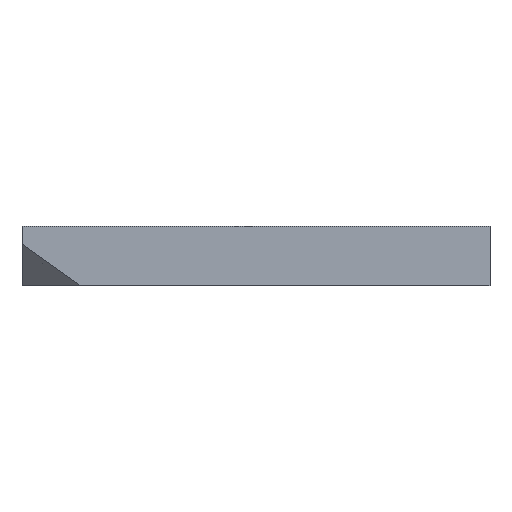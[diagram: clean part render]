
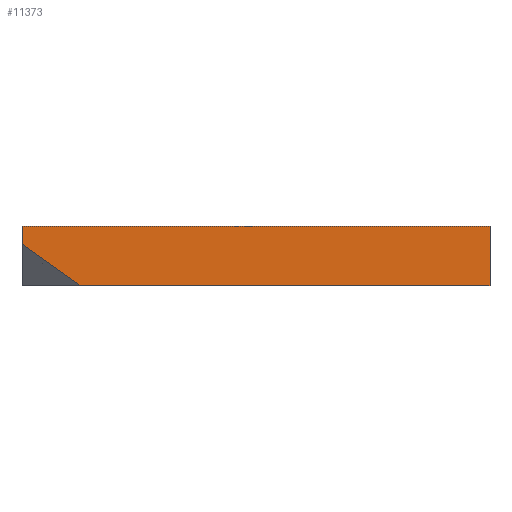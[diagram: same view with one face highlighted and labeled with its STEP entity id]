
A CAD part, left-side view. The second image highlights one B-rep face of the part: STEP entity #11373.
In plain terms, the highlighted planar face has unit normal (-1, 0, 0).
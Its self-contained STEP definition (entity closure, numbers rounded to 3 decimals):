
#71 = PLANE('',#72);
#72 = AXIS2_PLACEMENT_3D('',#73,#74,#75);
#73 = CARTESIAN_POINT('',(-1.039,-1.381,0.));
#74 = DIRECTION('',(-0.,-0.,-1.));
#75 = DIRECTION('',(-1.,0.,0.));
#8033 = PLANE('',#8034);
#8034 = AXIS2_PLACEMENT_3D('',#8035,#8036,#8037);
#8035 = CARTESIAN_POINT('',(-4.03,-62.746,
    4.364));
#8036 = DIRECTION('',(0.,-1.,0.));
#8037 = DIRECTION('',(0.,0.,-1.));
#8136 = EDGE_CURVE('',#8137,#8139,#8141,.T.);
#8137 = VERTEX_POINT('',#8138);
#8138 = CARTESIAN_POINT('',(-55.99,-62.746,0.));
#8139 = VERTEX_POINT('',#8140);
#8140 = CARTESIAN_POINT('',(-55.99,-62.746,
    16.001));
#8141 = SURFACE_CURVE('',#8142,(#8146,#8153),.PCURVE_S1.);
#8142 = LINE('',#8143,#8144);
#8143 = CARTESIAN_POINT('',(-55.99,-62.746,0.));
#8144 = VECTOR('',#8145,1.);
#8145 = DIRECTION('',(0.,0.,1.));
#8146 = PCURVE('',#8033,#8147);
#8147 = DEFINITIONAL_REPRESENTATION('',(#8148),#8152);
#8148 = LINE('',#8149,#8150);
#8149 = CARTESIAN_POINT('',(4.364,-51.96));
#8150 = VECTOR('',#8151,1.);
#8151 = DIRECTION('',(-1.,0.));
#8152 = ( GEOMETRIC_REPRESENTATION_CONTEXT(2) 
PARAMETRIC_REPRESENTATION_CONTEXT() REPRESENTATION_CONTEXT('2D SPACE',''
  ) );
#8153 = PCURVE('',#8154,#8159);
#8154 = PLANE('',#8155);
#8155 = AXIS2_PLACEMENT_3D('',#8156,#8157,#8158);
#8156 = CARTESIAN_POINT('',(-55.99,-1.833,
    8.386));
#8157 = DIRECTION('',(-1.,-0.,-0.));
#8158 = DIRECTION('',(0.,0.,-1.));
#8159 = DEFINITIONAL_REPRESENTATION('',(#8160),#8164);
#8160 = LINE('',#8161,#8162);
#8161 = CARTESIAN_POINT('',(8.386,60.913));
#8162 = VECTOR('',#8163,1.);
#8163 = DIRECTION('',(-1.,0.));
#8164 = ( GEOMETRIC_REPRESENTATION_CONTEXT(2) 
PARAMETRIC_REPRESENTATION_CONTEXT() REPRESENTATION_CONTEXT('2D SPACE',''
  ) );
#8775 = PLANE('',#8776);
#8776 = AXIS2_PLACEMENT_3D('',#8777,#8778,#8779);
#8777 = CARTESIAN_POINT('',(-31.091,24.825,
    16.001));
#8778 = DIRECTION('',(0.,0.,1.));
#8779 = DIRECTION('',(1.,0.,0.));
#11373 = ADVANCED_FACE('',(#11374),#8154,.T.);
#11374 = FACE_BOUND('',#11375,.T.);
#11375 = EDGE_LOOP('',(#11376,#11377,#11400,#11428,#11455));
#11376 = ORIENTED_EDGE('',*,*,#8136,.T.);
#11377 = ORIENTED_EDGE('',*,*,#11378,.T.);
#11378 = EDGE_CURVE('',#8139,#11379,#11381,.T.);
#11379 = VERTEX_POINT('',#11380);
#11380 = CARTESIAN_POINT('',(-55.99,62.746,
    16.001));
#11381 = SURFACE_CURVE('',#11382,(#11386,#11393),.PCURVE_S1.);
#11382 = LINE('',#11383,#11384);
#11383 = CARTESIAN_POINT('',(-55.99,57.344,
    16.001));
#11384 = VECTOR('',#11385,1.);
#11385 = DIRECTION('',(0.,1.,0.));
#11386 = PCURVE('',#8154,#11387);
#11387 = DEFINITIONAL_REPRESENTATION('',(#11388),#11392);
#11388 = LINE('',#11389,#11390);
#11389 = CARTESIAN_POINT('',(-7.615,-59.177));
#11390 = VECTOR('',#11391,1.);
#11391 = DIRECTION('',(0.,-1.));
#11392 = ( GEOMETRIC_REPRESENTATION_CONTEXT(2) 
PARAMETRIC_REPRESENTATION_CONTEXT() REPRESENTATION_CONTEXT('2D SPACE',''
  ) );
#11393 = PCURVE('',#8775,#11394);
#11394 = DEFINITIONAL_REPRESENTATION('',(#11395),#11399);
#11395 = LINE('',#11396,#11397);
#11396 = CARTESIAN_POINT('',(-24.899,32.519));
#11397 = VECTOR('',#11398,1.);
#11398 = DIRECTION('',(0.,1.));
#11399 = ( GEOMETRIC_REPRESENTATION_CONTEXT(2) 
PARAMETRIC_REPRESENTATION_CONTEXT() REPRESENTATION_CONTEXT('2D SPACE',''
  ) );
#11400 = ORIENTED_EDGE('',*,*,#11401,.T.);
#11401 = EDGE_CURVE('',#11379,#11402,#11404,.T.);
#11402 = VERTEX_POINT('',#11403);
#11403 = CARTESIAN_POINT('',(-55.99,62.746,
    11.143));
#11404 = SURFACE_CURVE('',#11405,(#11409,#11416),.PCURVE_S1.);
#11405 = LINE('',#11406,#11407);
#11406 = CARTESIAN_POINT('',(-55.99,62.746,
    16.001));
#11407 = VECTOR('',#11408,1.);
#11408 = DIRECTION('',(0.,0.,-1.));
#11409 = PCURVE('',#8154,#11410);
#11410 = DEFINITIONAL_REPRESENTATION('',(#11411),#11415);
#11411 = LINE('',#11412,#11413);
#11412 = CARTESIAN_POINT('',(-7.615,-64.579));
#11413 = VECTOR('',#11414,1.);
#11414 = DIRECTION('',(1.,0.));
#11415 = ( GEOMETRIC_REPRESENTATION_CONTEXT(2) 
PARAMETRIC_REPRESENTATION_CONTEXT() REPRESENTATION_CONTEXT('2D SPACE',''
  ) );
#11416 = PCURVE('',#11417,#11422);
#11417 = PLANE('',#11418);
#11418 = AXIS2_PLACEMENT_3D('',#11419,#11420,#11421);
#11419 = CARTESIAN_POINT('',(-0.059,62.746,
    8.405));
#11420 = DIRECTION('',(0.,1.,0.));
#11421 = DIRECTION('',(0.,0.,1.));
#11422 = DEFINITIONAL_REPRESENTATION('',(#11423),#11427);
#11423 = LINE('',#11424,#11425);
#11424 = CARTESIAN_POINT('',(7.596,-55.931));
#11425 = VECTOR('',#11426,1.);
#11426 = DIRECTION('',(-1.,0.));
#11427 = ( GEOMETRIC_REPRESENTATION_CONTEXT(2) 
PARAMETRIC_REPRESENTATION_CONTEXT() REPRESENTATION_CONTEXT('2D SPACE',''
  ) );
#11428 = ORIENTED_EDGE('',*,*,#11429,.T.);
#11429 = EDGE_CURVE('',#11402,#11430,#11432,.T.);
#11430 = VERTEX_POINT('',#11431);
#11431 = CARTESIAN_POINT('',(-55.99,46.99,0.));
#11432 = SURFACE_CURVE('',#11433,(#11437,#11444),.PCURVE_S1.);
#11433 = LINE('',#11434,#11435);
#11434 = CARTESIAN_POINT('',(-55.99,62.746,
    11.143));
#11435 = VECTOR('',#11436,1.);
#11436 = DIRECTION('',(0.,-0.816,-0.577));
#11437 = PCURVE('',#8154,#11438);
#11438 = DEFINITIONAL_REPRESENTATION('',(#11439),#11443);
#11439 = LINE('',#11440,#11441);
#11440 = CARTESIAN_POINT('',(-2.757,-64.579));
#11441 = VECTOR('',#11442,1.);
#11442 = DIRECTION('',(0.577,0.816));
#11443 = ( GEOMETRIC_REPRESENTATION_CONTEXT(2) 
PARAMETRIC_REPRESENTATION_CONTEXT() REPRESENTATION_CONTEXT('2D SPACE',''
  ) );
#11444 = PCURVE('',#11445,#11450);
#11445 = PLANE('',#11446);
#11446 = AXIS2_PLACEMENT_3D('',#11447,#11448,#11449);
#11447 = CARTESIAN_POINT('',(-50.608,57.365,
    3.532));
#11448 = DIRECTION('',(-0.5,0.5,-0.707));
#11449 = DIRECTION('',(0.,-0.816,
    -0.577));
#11450 = DEFINITIONAL_REPRESENTATION('',(#11451),#11454);
#11451 = B_SPLINE_CURVE_WITH_KNOTS('',1,(#11452,#11453),.UNSPECIFIED.,
  .F.,.F.,(2,2),(0.,19.298),.PIECEWISE_BEZIER_KNOTS.);
#11452 = CARTESIAN_POINT('',(-8.788,6.214));
#11453 = CARTESIAN_POINT('',(10.511,6.214));
#11454 = ( GEOMETRIC_REPRESENTATION_CONTEXT(2) 
PARAMETRIC_REPRESENTATION_CONTEXT() REPRESENTATION_CONTEXT('2D SPACE',''
  ) );
#11455 = ORIENTED_EDGE('',*,*,#11456,.T.);
#11456 = EDGE_CURVE('',#11430,#8137,#11457,.T.);
#11457 = SURFACE_CURVE('',#11458,(#11462,#11469),.PCURVE_S1.);
#11458 = LINE('',#11459,#11460);
#11459 = CARTESIAN_POINT('',(-55.99,-40.129,0.));
#11460 = VECTOR('',#11461,1.);
#11461 = DIRECTION('',(0.,-1.,0.));
#11462 = PCURVE('',#8154,#11463);
#11463 = DEFINITIONAL_REPRESENTATION('',(#11464),#11468);
#11464 = LINE('',#11465,#11466);
#11465 = CARTESIAN_POINT('',(8.386,38.296));
#11466 = VECTOR('',#11467,1.);
#11467 = DIRECTION('',(0.,1.));
#11468 = ( GEOMETRIC_REPRESENTATION_CONTEXT(2) 
PARAMETRIC_REPRESENTATION_CONTEXT() REPRESENTATION_CONTEXT('2D SPACE',''
  ) );
#11469 = PCURVE('',#71,#11470);
#11470 = DEFINITIONAL_REPRESENTATION('',(#11471),#11475);
#11471 = LINE('',#11472,#11473);
#11472 = CARTESIAN_POINT('',(54.951,-38.748));
#11473 = VECTOR('',#11474,1.);
#11474 = DIRECTION('',(0.,-1.));
#11475 = ( GEOMETRIC_REPRESENTATION_CONTEXT(2) 
PARAMETRIC_REPRESENTATION_CONTEXT() REPRESENTATION_CONTEXT('2D SPACE',''
  ) );
